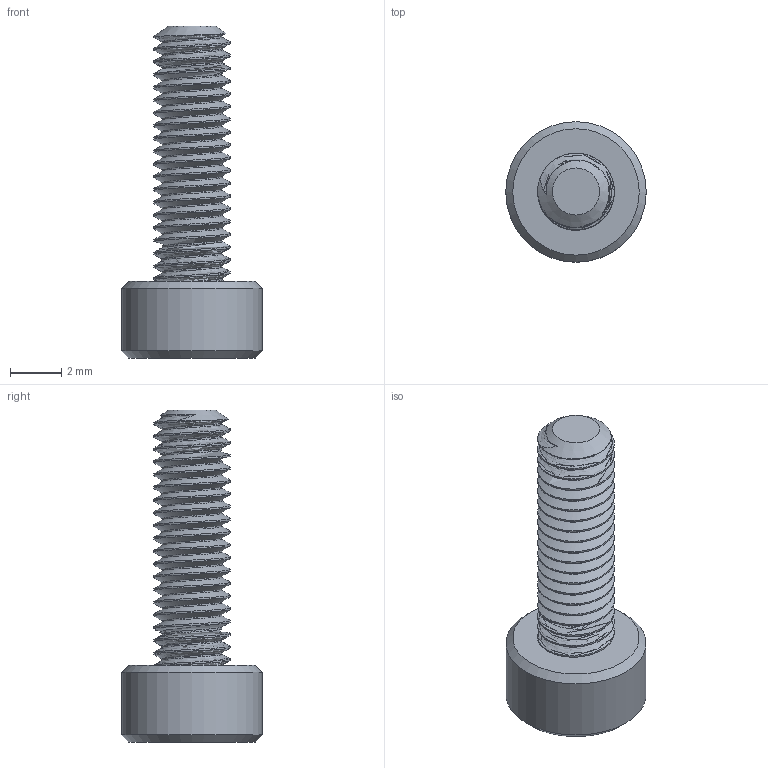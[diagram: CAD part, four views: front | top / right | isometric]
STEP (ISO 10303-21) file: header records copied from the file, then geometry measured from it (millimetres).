
FILE_DESCRIPTION(/* description */ ('STEP AP203'),/* implementation_level */ '2;1');
FILE_NAME(/* name */ 'screws_10mm_m3x0.5_ext.stp',/* time_stamp */ '2022-12-09T16:49:43+01:00',/* author */ ('Rik Ubaghs'),/* organization */ ('Managed by Terraform'),/* preprocessor_version */ 'ST-DEVELOPER v18.1',/* originating_system */ 'Autodesk Inventor 2021',/* authorisation */ '');
FILE_SCHEMA (('AUTOMOTIVE_DESIGN { 1 0 10303 214 3 1 1 }'));
Length unit declared in the file: millimetre
Products named in the file (1): screws_10mm_m3x0.5_ext
Bounding box: 5.5 x 5.5 x 13 mm (x, y, z)
Volume: 115.9 mm3; surface area: 252.7 mm2
Topology: 1 solids, 1 shells, 64 faces, 171 edges, 111 vertices
Faces by surface type: cylinder 43, plane 10, cone 9, bspline 2
Full cylindrical faces by diameter (mm): 2.35 x19, 3 x19, 5.5 x1
Entity records: 9712 total; most frequent: CARTESIAN_POINT 8256, ORIENTED_EDGE 342, DIRECTION 224, EDGE_CURVE 171, VERTEX_POINT 111, B_SPLINE_CURVE_WITH_KNOTS 88, AXIS2_PLACEMENT_3D 84, EDGE_LOOP 66
